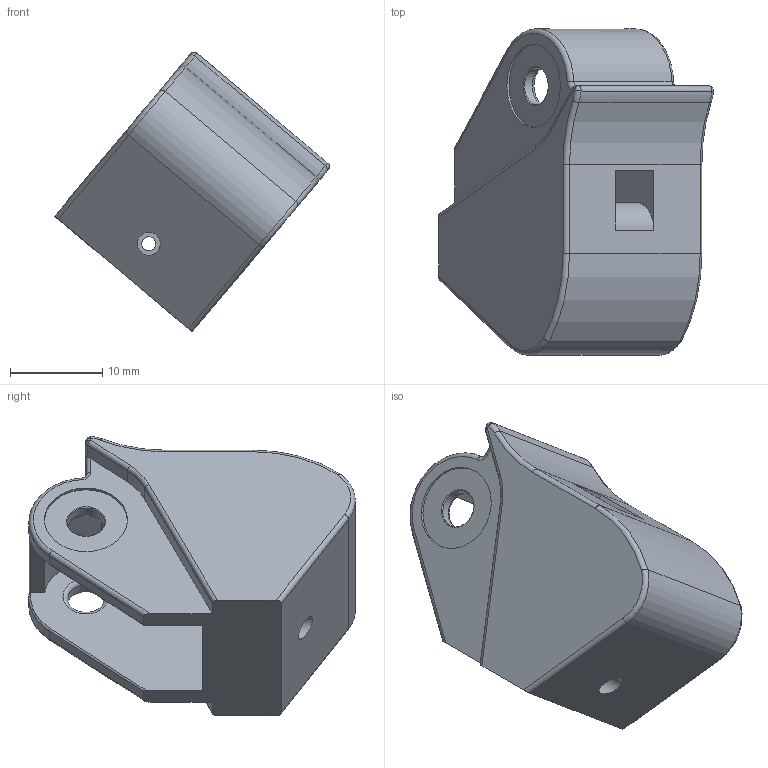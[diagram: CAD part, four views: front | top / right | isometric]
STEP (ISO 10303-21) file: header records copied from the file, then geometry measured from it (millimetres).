
FILE_DESCRIPTION(/* description */ ('Unknown'),/* implementation_level */ '2;1');
FILE_NAME(/* name */ 'Daumen 4_Konzept 4-2',/* time_stamp */ '2023-01-17T13:58:45+01:00',/* author */ ('Unknown'),/* organization */ ('Unknown'),/* preprocessor_version */ 'ST-DEVELOPER v18.102',/* originating_system */ 'Solid Edge',/* authorisation */ 'Unknown');
FILE_SCHEMA (('AUTOMOTIVE_DESIGN {1 0 10303 214 3 1 1}'));
Length unit declared in the file: millimetre
Products named in the file (1): Daumen 4_Konzept 4-2
Bounding box: 29.82 x 35.4 x 30.31 mm (x, y, z)
Volume: 8021 mm3; surface area: 3750.7 mm2
Topology: 1 solids, 1 shells, 91 faces, 230 edges, 140 vertices
Faces by surface type: cylinder 39, plane 27, torus 19, sphere 4, cone 2
Full cylindrical faces by diameter (mm): 1.5 x1, 2.5 x1, 4 x2, 9 x2
Entity records: 2648 total; most frequent: DIRECTION 496, CARTESIAN_POINT 446, ORIENTED_EDGE 418, EDGE_CURVE 209, AXIS2_PLACEMENT_3D 199, VERTEX_POINT 133, EDGE_LOOP 112, FACE_BOUND 112
